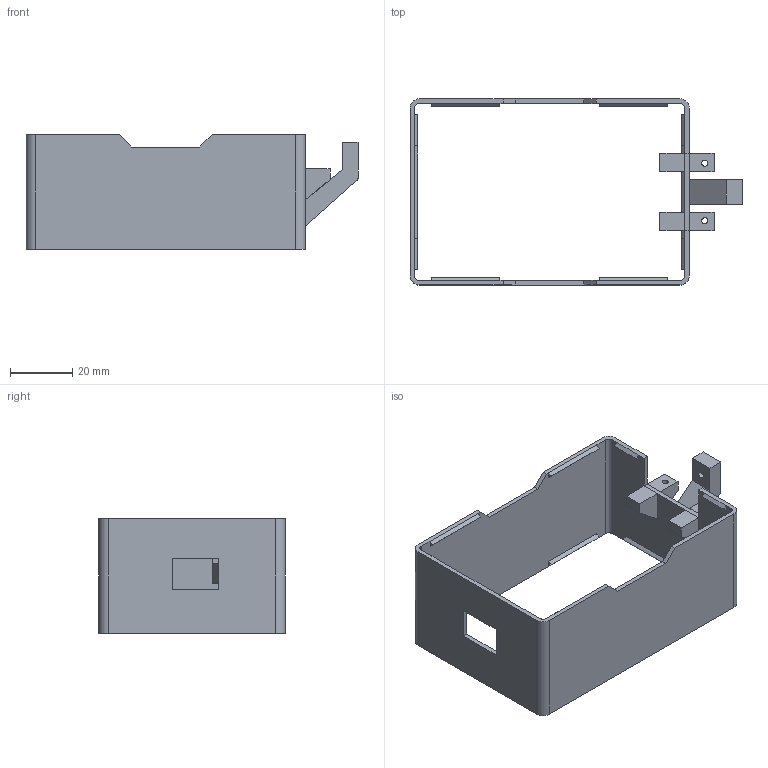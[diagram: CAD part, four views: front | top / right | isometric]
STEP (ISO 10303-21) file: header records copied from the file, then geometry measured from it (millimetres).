
FILE_DESCRIPTION(/* description */ (''),/* implementation_level */ '2;1');
FILE_NAME(/* name */ 'frame June 14.step',/* time_stamp */ '2024-06-14T21:37:32-07:00',/* author */ (''),/* organization */ (''),/* preprocessor_version */ 'ST-DEVELOPER v20',/* originating_system */ 'Autodesk Translation Framework v13.14.0.145',/* authorisation */ '');
FILE_SCHEMA (('AUTOMOTIVE_DESIGN { 1 0 10303 214 3 1 1 }'));
Length unit declared in the file: millimetre
Products named in the file (1): frame
Bounding box: 107 x 60 x 37 mm (x, y, z)
Volume: 18039.9 mm3; surface area: 23528.4 mm2
Topology: 5 solids, 5 shells, 124 faces, 314 edges, 200 vertices
Faces by surface type: plane 112, cylinder 12
Full cylindrical faces by diameter (mm): 2 x3
Entity records: 3694 total; most frequent: CARTESIAN_POINT 639, ORIENTED_EDGE 628, DIRECTION 588, EDGE_CURVE 314, LINE 290, VECTOR 290, VERTEX_POINT 200, AXIS2_PLACEMENT_3D 149
